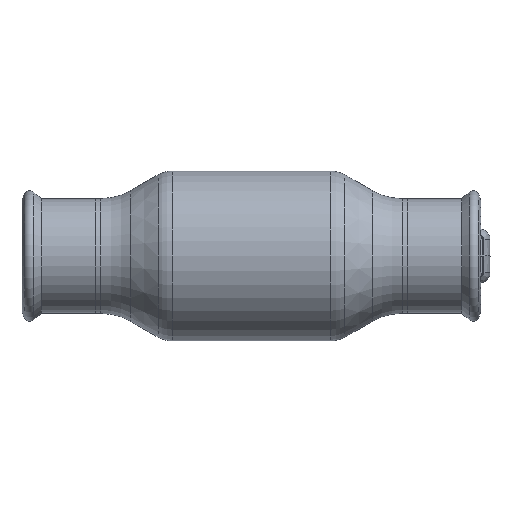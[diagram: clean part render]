
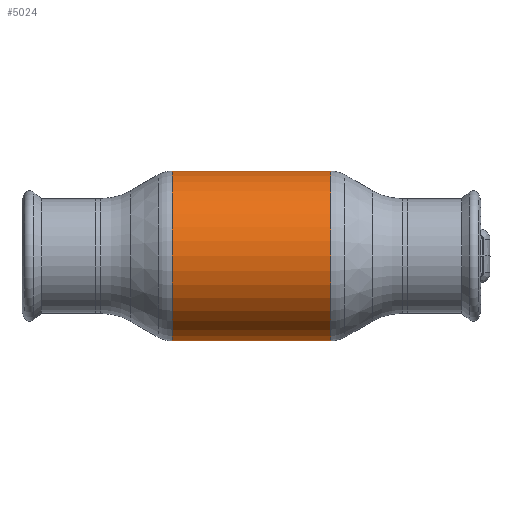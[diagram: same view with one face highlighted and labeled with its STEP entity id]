
A CAD part, front view. The second image highlights one B-rep face of the part: STEP entity #5024.
In plain terms, the highlighted cylindrical face has radius 42.5 mm (diameter 85 mm), a partial arc.
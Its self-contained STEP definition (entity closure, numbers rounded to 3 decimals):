
#1022 = DIRECTION ( 'NONE',  ( -1., 0., 0. ) ) ;
#1225 = VECTOR ( 'NONE', #17469, 1000. ) ;
#5024 = ADVANCED_FACE ( 'NONE', ( #10970 ), #31864, .T. ) ;
#5420 = AXIS2_PLACEMENT_3D ( 'NONE', #44049, #24927, #9560 ) ;
#6195 = VERTEX_POINT ( 'NONE', #47182 ) ;
#9273 = EDGE_LOOP ( 'NONE', ( #51046, #40534, #26196, #51496 ) ) ;
#9560 = DIRECTION ( 'NONE',  ( 0., 0., 1. ) ) ;
#10970 = FACE_OUTER_BOUND ( 'NONE', #9273, .T. ) ;
#11104 = EDGE_CURVE ( 'NONE', #6195, #53894, #12152, .T. ) ;
#11334 = LINE ( 'NONE', #47592, #1225 ) ;
#12152 = CIRCLE ( 'NONE', #5420, 42.5 ) ;
#13684 = AXIS2_PLACEMENT_3D ( 'NONE', #59872, #1022, #24878 ) ;
#14864 = DIRECTION ( 'NONE',  ( 0., 0., 1. ) ) ;
#15731 = CIRCLE ( 'NONE', #13684, 42.5 ) ;
#16169 = DIRECTION ( 'NONE',  ( -1., 0., 0. ) ) ;
#17469 = DIRECTION ( 'NONE',  ( -1., 0., 0. ) ) ;
#21794 = CARTESIAN_POINT ( 'NONE',  ( -62.69, 0., 42.5 ) ) ;
#22486 = CARTESIAN_POINT ( 'NONE',  ( 39.749, 0., 42.5 ) ) ;
#24347 = EDGE_CURVE ( 'NONE', #63011, #6195, #11334, .T. ) ;
#24878 = DIRECTION ( 'NONE',  ( 0., 0., 1. ) ) ;
#24927 = DIRECTION ( 'NONE',  ( -1., 0., 0. ) ) ;
#25015 = DIRECTION ( 'NONE',  ( -1., 0., 0. ) ) ;
#26196 = ORIENTED_EDGE ( 'NONE', *, *, #31262, .T. ) ;
#28386 = CARTESIAN_POINT ( 'NONE',  ( 39.749, 0., -42.5 ) ) ;
#30811 = EDGE_CURVE ( 'NONE', #63011, #61088, #15731, .T. ) ;
#31262 = EDGE_CURVE ( 'NONE', #61088, #53894, #58399, .T. ) ;
#31864 = CYLINDRICAL_SURFACE ( 'NONE', #43938, 42.5 ) ;
#35096 = VECTOR ( 'NONE', #16169, 1000. ) ;
#40534 = ORIENTED_EDGE ( 'NONE', *, *, #30811, .T. ) ;
#43938 = AXIS2_PLACEMENT_3D ( 'NONE', #54803, #25015, #14864 ) ;
#44049 = CARTESIAN_POINT ( 'NONE',  ( -39.749, 0., 0. ) ) ;
#47182 = CARTESIAN_POINT ( 'NONE',  ( -39.749, 0., -42.5 ) ) ;
#47592 = CARTESIAN_POINT ( 'NONE',  ( -62.69, 0., -42.5 ) ) ;
#51046 = ORIENTED_EDGE ( 'NONE', *, *, #24347, .F. ) ;
#51496 = ORIENTED_EDGE ( 'NONE', *, *, #11104, .F. ) ;
#53894 = VERTEX_POINT ( 'NONE', #59789 ) ;
#54803 = CARTESIAN_POINT ( 'NONE',  ( -62.69, 0., 0. ) ) ;
#58399 = LINE ( 'NONE', #21794, #35096 ) ;
#59789 = CARTESIAN_POINT ( 'NONE',  ( -39.749, 0., 42.5 ) ) ;
#59872 = CARTESIAN_POINT ( 'NONE',  ( 39.749, 0., 0. ) ) ;
#61088 = VERTEX_POINT ( 'NONE', #22486 ) ;
#63011 = VERTEX_POINT ( 'NONE', #28386 ) ;
